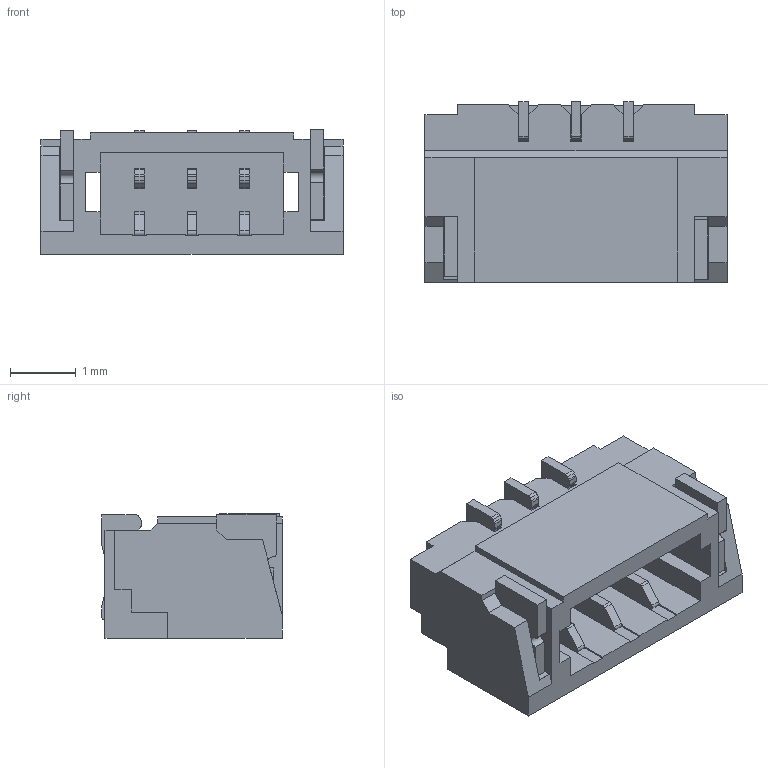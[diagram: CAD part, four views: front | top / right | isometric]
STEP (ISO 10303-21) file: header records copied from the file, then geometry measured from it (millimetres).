
FILE_DESCRIPTION(/* description */ ('Unknown'),/* implementation_level */ '2;1');
FILE_NAME(/* name */ '689103131822',/* time_stamp */ '2023-06-28T15:02:14+02:00',/* author */ ('Unknown'),/* organization */ ('Unknown'),/* preprocessor_version */ 'ST-DEVELOPER v18.102',/* originating_system */ 'Solid Edge',/* authorisation */ 'Unknown');
FILE_SCHEMA (('AUTOMOTIVE_DESIGN {1 0 10303 214 3 1 1}'));
Length unit declared in the file: millimetre
Products named in the file (4): 6891xx131822; 689103131822; 6891xx131822_Pin; 6891xx131822_Pin2
Assembly tree (6 placements, depth 2):
  6891xx131822
    689103131822
    6891xx131822_Pin  x3
    6891xx131822_Pin2  x2
Bounding box: 4.6 x 2.75 x 1.9 mm (x, y, z)
Volume: 14.5 mm3; surface area: 99.3 mm2
Topology: 6 solids, 6 shells, 252 faces, 729 edges, 482 vertices
Faces by surface type: plane 212, cylinder 40
Entity records: 5715 total; most frequent: CARTESIAN_POINT 1008, ORIENTED_EDGE 1002, DIRECTION 883, EDGE_CURVE 501, LINE 473, VECTOR 473, VERTEX_POINT 330, AXIS2_PLACEMENT_3D 205
